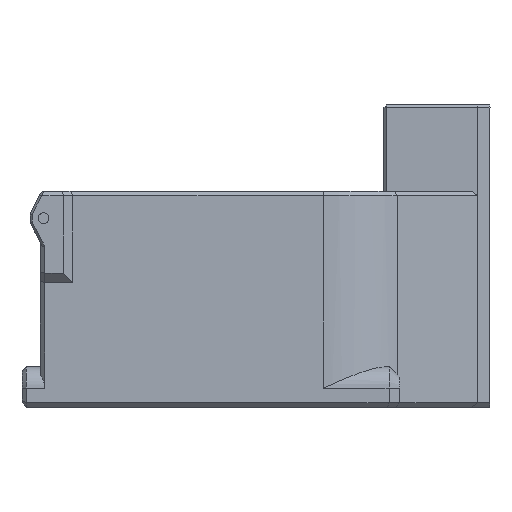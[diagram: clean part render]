
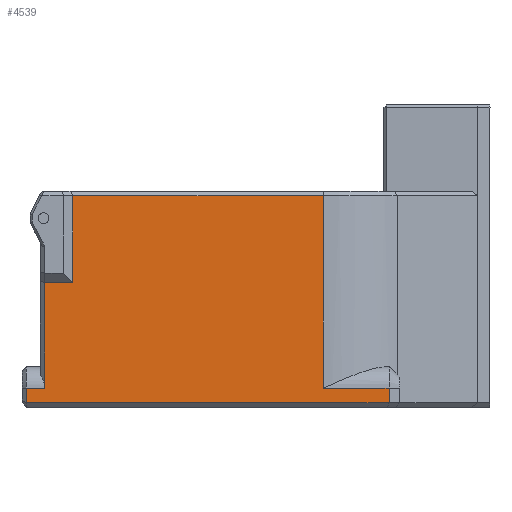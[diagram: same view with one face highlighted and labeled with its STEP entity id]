
A CAD part, front view. The second image highlights one B-rep face of the part: STEP entity #4539.
In plain terms, the highlighted planar face has unit normal (0, -1, 0).
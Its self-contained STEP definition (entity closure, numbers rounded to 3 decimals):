
#355=FACE_OUTER_BOUND('',#623,.T.);
#623=EDGE_LOOP('',(#3708,#3709,#3710,#3711,#3712,#3713,#3714,#3715,#3716,
#3717));
#1079=LINE('',#7233,#1628);
#1080=LINE('',#7235,#1629);
#1081=LINE('',#7237,#1630);
#1082=LINE('',#7239,#1631);
#1083=LINE('',#7241,#1632);
#1084=LINE('',#7243,#1633);
#1085=LINE('',#7245,#1634);
#1086=LINE('',#7247,#1635);
#1087=LINE('',#7249,#1636);
#1088=LINE('',#7250,#1637);
#1628=VECTOR('',#5836,1.);
#1629=VECTOR('',#5837,1.);
#1630=VECTOR('',#5838,1.);
#1631=VECTOR('',#5839,1.);
#1632=VECTOR('',#5840,1.);
#1633=VECTOR('',#5841,10.);
#1634=VECTOR('',#5842,1.);
#1635=VECTOR('',#5843,1.);
#1636=VECTOR('',#5844,1.);
#1637=VECTOR('',#5845,1.);
#2084=VERTEX_POINT('',#7231);
#2085=VERTEX_POINT('',#7232);
#2086=VERTEX_POINT('',#7234);
#2087=VERTEX_POINT('',#7236);
#2088=VERTEX_POINT('',#7238);
#2089=VERTEX_POINT('',#7240);
#2090=VERTEX_POINT('',#7242);
#2091=VERTEX_POINT('',#7244);
#2092=VERTEX_POINT('',#7246);
#2093=VERTEX_POINT('',#7248);
#2651=EDGE_CURVE('',#2084,#2085,#1079,.T.);
#2652=EDGE_CURVE('',#2085,#2086,#1080,.T.);
#2653=EDGE_CURVE('',#2086,#2087,#1081,.T.);
#2654=EDGE_CURVE('',#2087,#2088,#1082,.T.);
#2655=EDGE_CURVE('',#2088,#2089,#1083,.T.);
#2656=EDGE_CURVE('',#2090,#2089,#1084,.T.);
#2657=EDGE_CURVE('',#2090,#2091,#1085,.T.);
#2658=EDGE_CURVE('',#2091,#2092,#1086,.T.);
#2659=EDGE_CURVE('',#2092,#2093,#1087,.T.);
#2660=EDGE_CURVE('',#2093,#2084,#1088,.T.);
#3708=ORIENTED_EDGE('',*,*,#2651,.T.);
#3709=ORIENTED_EDGE('',*,*,#2652,.T.);
#3710=ORIENTED_EDGE('',*,*,#2653,.T.);
#3711=ORIENTED_EDGE('',*,*,#2654,.T.);
#3712=ORIENTED_EDGE('',*,*,#2655,.T.);
#3713=ORIENTED_EDGE('',*,*,#2656,.F.);
#3714=ORIENTED_EDGE('',*,*,#2657,.T.);
#3715=ORIENTED_EDGE('',*,*,#2658,.T.);
#3716=ORIENTED_EDGE('',*,*,#2659,.T.);
#3717=ORIENTED_EDGE('',*,*,#2660,.T.);
#4289=PLANE('',#4879);
#4539=ADVANCED_FACE('',(#355),#4289,.F.);
#4879=AXIS2_PLACEMENT_3D('',#7230,#5834,#5835);
#5834=DIRECTION('center_axis',(0.,1.,0.));
#5835=DIRECTION('ref_axis',(-1.,0.,0.));
#5836=DIRECTION('',(1.,0.,0.));
#5837=DIRECTION('',(0.,0.,1.));
#5838=DIRECTION('',(-1.,0.,0.));
#5839=DIRECTION('',(0.,0.,1.));
#5840=DIRECTION('',(-1.,0.,0.));
#5841=DIRECTION('',(0.,0.,1.));
#5842=DIRECTION('',(-1.,0.,0.));
#5843=DIRECTION('',(0.,0.,-1.));
#5844=DIRECTION('',(-1.,0.,0.));
#5845=DIRECTION('',(0.,0.,-1.));
#7230=CARTESIAN_POINT('Origin',(14669.072,7312.554,51105.096));
#7231=CARTESIAN_POINT('',(14621.872,7312.554,51081.396));
#7232=CARTESIAN_POINT('',(14689.07,7312.554,51081.396));
#7233=CARTESIAN_POINT('',(14676.869,7312.554,51081.396));
#7234=CARTESIAN_POINT('',(14689.07,7312.554,51084.11));
#7235=CARTESIAN_POINT('',(14689.07,7312.554,51084.11));
#7236=CARTESIAN_POINT('',(14676.869,7312.554,51084.11));
#7237=CARTESIAN_POINT('',(14692.41,7312.554,51084.11));
#7238=CARTESIAN_POINT('',(14676.869,7312.554,51119.796));
#7239=CARTESIAN_POINT('',(14676.869,7312.554,51120.596));
#7240=CARTESIAN_POINT('',(14630.487,7312.554,51119.796));
#7241=CARTESIAN_POINT('',(14669.072,7312.554,51119.796));
#7242=CARTESIAN_POINT('',(14630.487,7312.554,51103.682));
#7243=CARTESIAN_POINT('',(14630.487,7312.554,51106.85));
#7244=CARTESIAN_POINT('',(14625.272,7312.554,51103.682));
#7245=CARTESIAN_POINT('',(14624.472,7312.554,51103.682));
#7246=CARTESIAN_POINT('',(14625.272,7312.554,51084.11));
#7247=CARTESIAN_POINT('',(14625.272,7312.554,51105.096));
#7248=CARTESIAN_POINT('',(14621.872,7312.554,51084.11));
#7249=CARTESIAN_POINT('',(14657.41,7312.554,51084.11));
#7250=CARTESIAN_POINT('',(14621.872,7312.554,51082.527));
